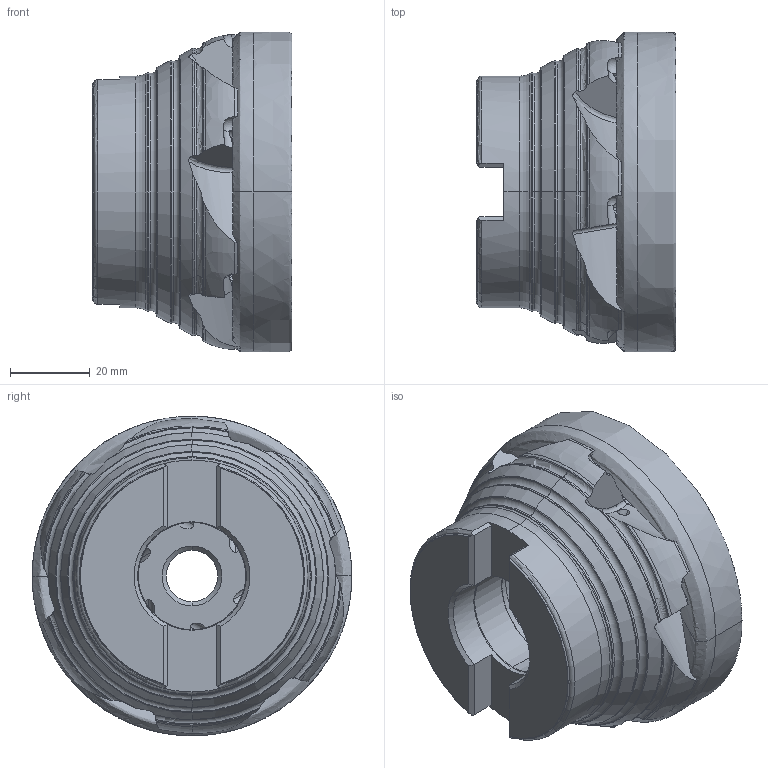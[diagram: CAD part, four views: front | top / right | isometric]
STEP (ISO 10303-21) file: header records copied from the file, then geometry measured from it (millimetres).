
FILE_DESCRIPTION (( 'STEP AP214' ), '1' );
FILE_NAME ('90PP_080_723_6.STEP', '2016-07-20T13:47:41', ( '' ), ( '' ), 'SwSTEP 2.0', 'SolidWorks 2016', '' );
FILE_SCHEMA (( 'AUTOMOTIVE_DESIGN' ));
Length unit declared in the file: millimetre
Products named in the file (1): 90PP_080_723_6
Bounding box: 50.04 x 79.98 x 79.98 mm (x, y, z)
Volume: 155810.1 mm3; surface area: 28556 mm2
Topology: 1 solids, 1 shells, 459 faces, 1357 edges, 866 vertices
Faces by surface type: cylinder 167, plane 128, torus 80, cone 44, sphere 30, bspline 10
Entity records: 19413 total; most frequent: CARTESIAN_POINT 8104, ORIENTED_EDGE 2642, DIRECTION 2075, EDGE_CURVE 1321, AXIS2_PLACEMENT_3D 855, VERTEX_POINT 848, EDGE_LOOP 469, ADVANCED_FACE 459
